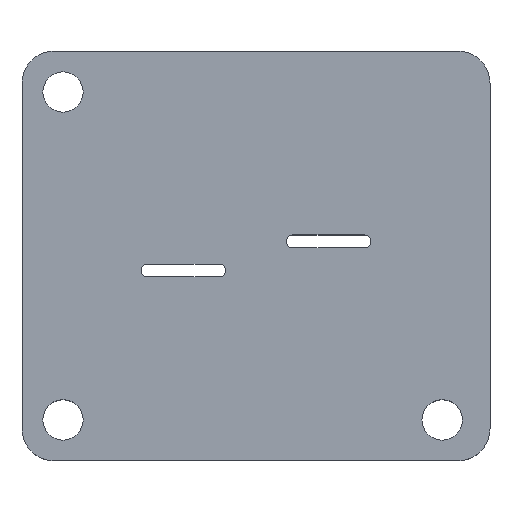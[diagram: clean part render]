
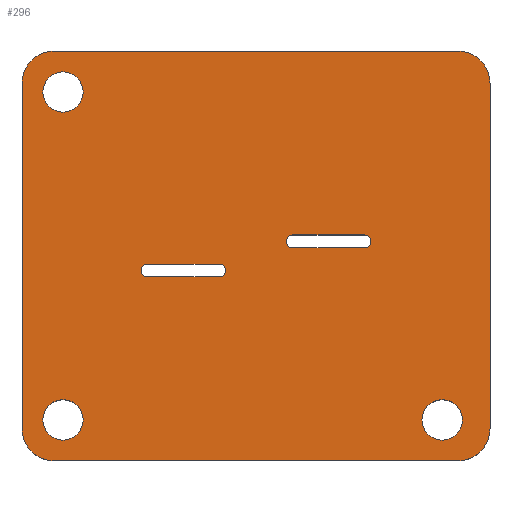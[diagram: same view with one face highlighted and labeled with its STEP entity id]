
A CAD part, top view. The second image highlights one B-rep face of the part: STEP entity #296.
In plain terms, the highlighted planar face has unit normal (0, 0, 1).
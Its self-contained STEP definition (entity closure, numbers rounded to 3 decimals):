
#42 = VERTEX_POINT('',#43);
#43 = CARTESIAN_POINT('',(158.445,-82.55,1.6));
#49 = EDGE_CURVE('',#42,#50,#52,.T.);
#50 = VERTEX_POINT('',#51);
#51 = CARTESIAN_POINT('',(160.445,-84.55,1.6));
#52 = CIRCLE('',#53,2.);
#53 = AXIS2_PLACEMENT_3D('',#54,#55,#56);
#54 = CARTESIAN_POINT('',(158.445,-84.55,1.6));
#55 = DIRECTION('',(0.,0.,-1.));
#56 = DIRECTION('',(0.,1.,0.));
#84 = VERTEX_POINT('',#85);
#85 = CARTESIAN_POINT('',(133.445,-82.55,1.6));
#91 = EDGE_CURVE('',#84,#42,#92,.T.);
#92 = LINE('',#93,#94);
#93 = CARTESIAN_POINT('',(133.445,-82.55,1.6));
#94 = VECTOR('',#95,1.);
#95 = DIRECTION('',(1.,0.,0.));
#113 = EDGE_CURVE('',#50,#114,#116,.T.);
#114 = VERTEX_POINT('',#115);
#115 = CARTESIAN_POINT('',(160.445,-105.95,1.6));
#116 = LINE('',#117,#118);
#117 = CARTESIAN_POINT('',(160.445,-84.55,1.6));
#118 = VECTOR('',#119,1.);
#119 = DIRECTION('',(0.,-1.,0.));
#296 = ADVANCED_FACE('',(#297,#343,#354,#390,#401,#412),#448,.T.);
#297 = FACE_BOUND('',#298,.T.);
#298 = EDGE_LOOP('',(#299,#300,#301,#310,#318,#327,#335,#342));
#299 = ORIENTED_EDGE('',*,*,#49,.F.);
#300 = ORIENTED_EDGE('',*,*,#91,.F.);
#301 = ORIENTED_EDGE('',*,*,#302,.F.);
#302 = EDGE_CURVE('',#303,#84,#305,.T.);
#303 = VERTEX_POINT('',#304);
#304 = CARTESIAN_POINT('',(131.445,-84.55,1.6));
#305 = CIRCLE('',#306,2.);
#306 = AXIS2_PLACEMENT_3D('',#307,#308,#309);
#307 = CARTESIAN_POINT('',(133.445,-84.55,1.6));
#308 = DIRECTION('',(0.,0.,-1.));
#309 = DIRECTION('',(-1.,0.,-0.));
#310 = ORIENTED_EDGE('',*,*,#311,.F.);
#311 = EDGE_CURVE('',#312,#303,#314,.T.);
#312 = VERTEX_POINT('',#313);
#313 = CARTESIAN_POINT('',(131.445,-105.95,1.6));
#314 = LINE('',#315,#316);
#315 = CARTESIAN_POINT('',(131.445,-105.95,1.6));
#316 = VECTOR('',#317,1.);
#317 = DIRECTION('',(0.,1.,0.));
#318 = ORIENTED_EDGE('',*,*,#319,.F.);
#319 = EDGE_CURVE('',#320,#312,#322,.T.);
#320 = VERTEX_POINT('',#321);
#321 = CARTESIAN_POINT('',(133.445,-107.95,1.6));
#322 = CIRCLE('',#323,2.);
#323 = AXIS2_PLACEMENT_3D('',#324,#325,#326);
#324 = CARTESIAN_POINT('',(133.445,-105.95,1.6));
#325 = DIRECTION('',(0.,0.,-1.));
#326 = DIRECTION('',(0.,-1.,0.));
#327 = ORIENTED_EDGE('',*,*,#328,.F.);
#328 = EDGE_CURVE('',#329,#320,#331,.T.);
#329 = VERTEX_POINT('',#330);
#330 = CARTESIAN_POINT('',(158.445,-107.95,1.6));
#331 = LINE('',#332,#333);
#332 = CARTESIAN_POINT('',(158.445,-107.95,1.6));
#333 = VECTOR('',#334,1.);
#334 = DIRECTION('',(-1.,0.,0.));
#335 = ORIENTED_EDGE('',*,*,#336,.F.);
#336 = EDGE_CURVE('',#114,#329,#337,.T.);
#337 = CIRCLE('',#338,2.);
#338 = AXIS2_PLACEMENT_3D('',#339,#340,#341);
#339 = CARTESIAN_POINT('',(158.445,-105.95,1.6));
#340 = DIRECTION('',(0.,0.,-1.));
#341 = DIRECTION('',(1.,0.,0.));
#342 = ORIENTED_EDGE('',*,*,#113,.F.);
#343 = FACE_BOUND('',#344,.T.);
#344 = EDGE_LOOP('',(#345));
#345 = ORIENTED_EDGE('',*,*,#346,.T.);
#346 = EDGE_CURVE('',#347,#347,#349,.T.);
#347 = VERTEX_POINT('',#348);
#348 = CARTESIAN_POINT('',(133.985,-106.66,1.6));
#349 = CIRCLE('',#350,1.25);
#350 = AXIS2_PLACEMENT_3D('',#351,#352,#353);
#351 = CARTESIAN_POINT('',(133.985,-105.41,1.6));
#352 = DIRECTION('',(-0.,0.,-1.));
#353 = DIRECTION('',(-0.,-1.,0.));
#354 = FACE_BOUND('',#355,.T.);
#355 = EDGE_LOOP('',(#356,#367,#375,#384));
#356 = ORIENTED_EDGE('',*,*,#357,.T.);
#357 = EDGE_CURVE('',#358,#360,#362,.T.);
#358 = VERTEX_POINT('',#359);
#359 = CARTESIAN_POINT('',(139.22,-96.55,1.6));
#360 = VERTEX_POINT('',#361);
#361 = CARTESIAN_POINT('',(139.22,-95.75,1.6));
#362 = CIRCLE('',#363,0.4);
#363 = AXIS2_PLACEMENT_3D('',#364,#365,#366);
#364 = CARTESIAN_POINT('',(139.22,-96.15,1.6));
#365 = DIRECTION('',(0.,-0.,-1.));
#366 = DIRECTION('',(0.,1.,-0.));
#367 = ORIENTED_EDGE('',*,*,#368,.T.);
#368 = EDGE_CURVE('',#360,#369,#371,.T.);
#369 = VERTEX_POINT('',#370);
#370 = CARTESIAN_POINT('',(143.67,-95.75,1.6));
#371 = LINE('',#372,#373);
#372 = CARTESIAN_POINT('',(71.835,-95.75,1.6));
#373 = VECTOR('',#374,1.);
#374 = DIRECTION('',(1.,0.,-0.));
#375 = ORIENTED_EDGE('',*,*,#376,.T.);
#376 = EDGE_CURVE('',#369,#377,#379,.T.);
#377 = VERTEX_POINT('',#378);
#378 = CARTESIAN_POINT('',(143.67,-96.55,1.6));
#379 = CIRCLE('',#380,0.4);
#380 = AXIS2_PLACEMENT_3D('',#381,#382,#383);
#381 = CARTESIAN_POINT('',(143.67,-96.15,1.6));
#382 = DIRECTION('',(-0.,0.,-1.));
#383 = DIRECTION('',(0.,-1.,0.));
#384 = ORIENTED_EDGE('',*,*,#385,.T.);
#385 = EDGE_CURVE('',#377,#358,#386,.T.);
#386 = LINE('',#387,#388);
#387 = CARTESIAN_POINT('',(69.61,-96.55,1.6));
#388 = VECTOR('',#389,1.);
#389 = DIRECTION('',(-1.,0.,0.));
#390 = FACE_BOUND('',#391,.T.);
#391 = EDGE_LOOP('',(#392));
#392 = ORIENTED_EDGE('',*,*,#393,.T.);
#393 = EDGE_CURVE('',#394,#394,#396,.T.);
#394 = VERTEX_POINT('',#395);
#395 = CARTESIAN_POINT('',(157.48,-106.66,1.6));
#396 = CIRCLE('',#397,1.25);
#397 = AXIS2_PLACEMENT_3D('',#398,#399,#400);
#398 = CARTESIAN_POINT('',(157.48,-105.41,1.6));
#399 = DIRECTION('',(-0.,0.,-1.));
#400 = DIRECTION('',(-0.,-1.,0.));
#401 = FACE_BOUND('',#402,.T.);
#402 = EDGE_LOOP('',(#403));
#403 = ORIENTED_EDGE('',*,*,#404,.T.);
#404 = EDGE_CURVE('',#405,#405,#407,.T.);
#405 = VERTEX_POINT('',#406);
#406 = CARTESIAN_POINT('',(133.985,-86.34,1.6));
#407 = CIRCLE('',#408,1.25);
#408 = AXIS2_PLACEMENT_3D('',#409,#410,#411);
#409 = CARTESIAN_POINT('',(133.985,-85.09,1.6));
#410 = DIRECTION('',(-0.,0.,-1.));
#411 = DIRECTION('',(-0.,-1.,0.));
#412 = FACE_BOUND('',#413,.T.);
#413 = EDGE_LOOP('',(#414,#425,#433,#442));
#414 = ORIENTED_EDGE('',*,*,#415,.T.);
#415 = EDGE_CURVE('',#416,#418,#420,.T.);
#416 = VERTEX_POINT('',#417);
#417 = CARTESIAN_POINT('',(148.22,-94.75,1.6));
#418 = VERTEX_POINT('',#419);
#419 = CARTESIAN_POINT('',(148.22,-93.95,1.6));
#420 = CIRCLE('',#421,0.4);
#421 = AXIS2_PLACEMENT_3D('',#422,#423,#424);
#422 = CARTESIAN_POINT('',(148.22,-94.35,1.6));
#423 = DIRECTION('',(0.,-0.,-1.));
#424 = DIRECTION('',(0.,1.,-0.));
#425 = ORIENTED_EDGE('',*,*,#426,.T.);
#426 = EDGE_CURVE('',#418,#427,#429,.T.);
#427 = VERTEX_POINT('',#428);
#428 = CARTESIAN_POINT('',(152.67,-93.95,1.6));
#429 = LINE('',#430,#431);
#430 = CARTESIAN_POINT('',(76.335,-93.95,1.6));
#431 = VECTOR('',#432,1.);
#432 = DIRECTION('',(1.,0.,-0.));
#433 = ORIENTED_EDGE('',*,*,#434,.T.);
#434 = EDGE_CURVE('',#427,#435,#437,.T.);
#435 = VERTEX_POINT('',#436);
#436 = CARTESIAN_POINT('',(152.67,-94.75,1.6));
#437 = CIRCLE('',#438,0.4);
#438 = AXIS2_PLACEMENT_3D('',#439,#440,#441);
#439 = CARTESIAN_POINT('',(152.67,-94.35,1.6));
#440 = DIRECTION('',(-0.,0.,-1.));
#441 = DIRECTION('',(0.,-1.,0.));
#442 = ORIENTED_EDGE('',*,*,#443,.T.);
#443 = EDGE_CURVE('',#435,#416,#444,.T.);
#444 = LINE('',#445,#446);
#445 = CARTESIAN_POINT('',(74.11,-94.75,1.6));
#446 = VECTOR('',#447,1.);
#447 = DIRECTION('',(-1.,0.,0.));
#448 = PLANE('',#449);
#449 = AXIS2_PLACEMENT_3D('',#450,#451,#452);
#450 = CARTESIAN_POINT('',(0.,0.,1.6));
#451 = DIRECTION('',(0.,0.,1.));
#452 = DIRECTION('',(1.,0.,-0.));
